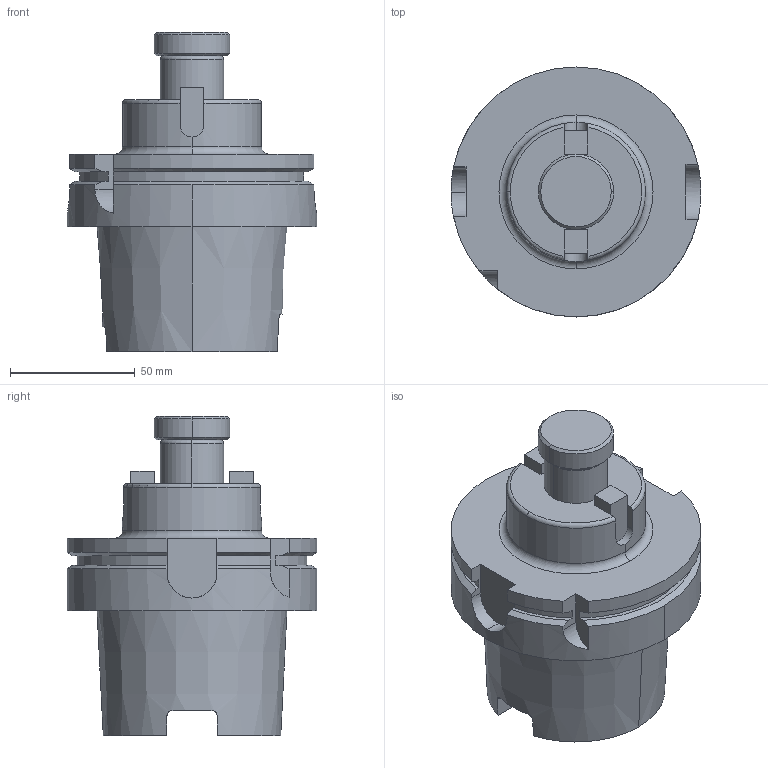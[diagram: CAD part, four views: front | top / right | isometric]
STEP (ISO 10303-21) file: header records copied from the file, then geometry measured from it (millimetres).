
FILE_DESCRIPTION (( 'STEP AP203' ), '1' );
FILE_NAME ('STP-SATE-95903.STEP', '2018-08-14T06:43:41', ( '' ), ( '' ), 'SwSTEP 2.0', 'SolidWorks 2015', '' );
FILE_SCHEMA (( 'CONFIG_CONTROL_DESIGN' ));
Length unit declared in the file: millimetre
Products named in the file (1): STP-SATE-95903
Bounding box: 100 x 100 x 127.65 mm (x, y, z)
Volume: 323344.2 mm3; surface area: 60263.7 mm2
Topology: 4 solids, 4 shells, 115 faces, 286 edges, 184 vertices
Faces by surface type: plane 47, cylinder 41, cone 16, torus 11
Entity records: 3849 total; most frequent: CARTESIAN_POINT 1002, DIRECTION 596, ORIENTED_EDGE 572, EDGE_CURVE 286, AXIS2_PLACEMENT_3D 230, VERTEX_POINT 184, VECTOR 136, LINE 136
